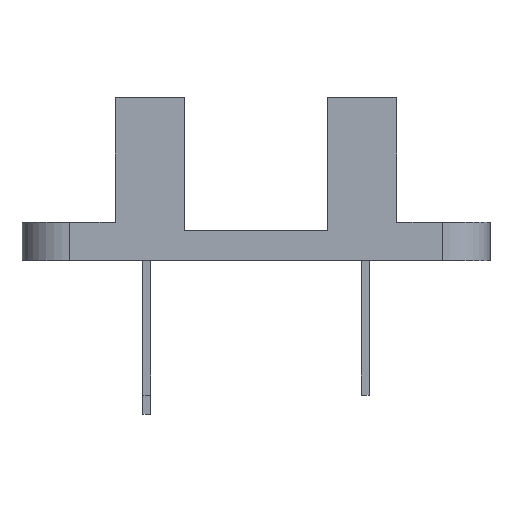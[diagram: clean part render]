
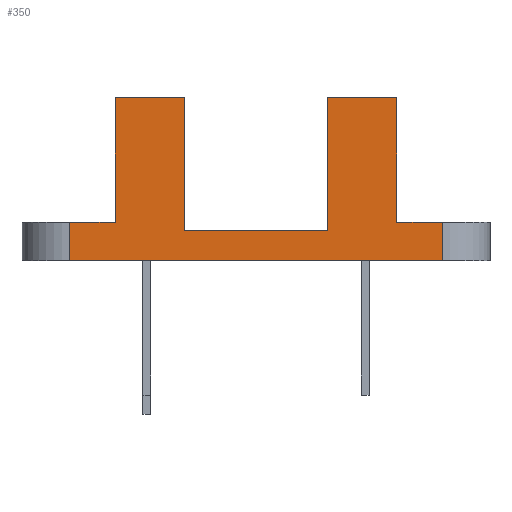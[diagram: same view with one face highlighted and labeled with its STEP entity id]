
A CAD part, top view. The second image highlights one B-rep face of the part: STEP entity #350.
In plain terms, the highlighted planar face has unit normal (0, 0, 1).
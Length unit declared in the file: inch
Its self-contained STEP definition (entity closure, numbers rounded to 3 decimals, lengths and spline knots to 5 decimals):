
#18 = DIRECTION ( 'NONE',  ( -1., 0., 0. ) ) ;
#107 = DIRECTION ( 'NONE',  ( 1., 0., 0. ) ) ;
#129 = FACE_OUTER_BOUND ( 'NONE', #3143, .T. ) ;
#189 = DIRECTION ( 'NONE',  ( 1., 0., 0. ) ) ;
#221 = LINE ( 'NONE', #2189, #540 ) ;
#241 = LINE ( 'NONE', #1083, #1099 ) ;
#309 = VECTOR ( 'NONE', #2517, 39.37008 ) ;
#339 = CARTESIAN_POINT ( 'NONE',  ( -0.1875, 0.08, 0.125 ) ) ;
#350 = ADVANCED_FACE ( 'NONE', ( #129 ), #779, .F. ) ;
#359 = LINE ( 'NONE', #1162, #309 ) ;
#373 = EDGE_CURVE ( 'NONE', #4148, #1395, #2267, .T. ) ;
#375 = EDGE_CURVE ( 'NONE', #1395, #3245, #241, .T. ) ;
#437 = LINE ( 'NONE', #1883, #2208 ) ;
#521 = EDGE_CURVE ( 'NONE', #3904, #1488, #3019, .T. ) ;
#528 = CARTESIAN_POINT ( 'NONE',  ( 0.1875, 0.08, 0.125 ) ) ;
#533 = CARTESIAN_POINT ( 'NONE',  ( -0.3675, 0.1, 0.125 ) ) ;
#537 = EDGE_CURVE ( 'NONE', #3345, #722, #2317, .T. ) ;
#540 = VECTOR ( 'NONE', #825, 39.37008 ) ;
#632 = ORIENTED_EDGE ( 'NONE', *, *, #4081, .T. ) ;
#696 = ORIENTED_EDGE ( 'NONE', *, *, #768, .T. ) ;
#722 = VERTEX_POINT ( 'NONE', #339 ) ;
#752 = EDGE_CURVE ( 'NONE', #1488, #4006, #3877, .T. ) ;
#768 = EDGE_CURVE ( 'NONE', #1304, #992, #359, .T. ) ;
#776 = EDGE_CURVE ( 'NONE', #3960, #992, #3671, .T. ) ;
#779 = PLANE ( 'NONE',  #3806 ) ;
#813 = VECTOR ( 'NONE', #1487, 39.37008 ) ;
#825 = DIRECTION ( 'NONE',  ( 1., 0., 0. ) ) ;
#954 = CARTESIAN_POINT ( 'NONE',  ( 0.1875, -0.45069, 0.125 ) ) ;
#992 = VERTEX_POINT ( 'NONE', #2977 ) ;
#1028 = EDGE_CURVE ( 'Edge1', #722, #2088, #3067, .T. ) ;
#1049 = EDGE_CURVE ( 'NONE', #3345, #4148, #3017, .T. ) ;
#1083 = CARTESIAN_POINT ( 'NONE',  ( 0.3675, 0.425, 0.125 ) ) ;
#1093 = DIRECTION ( 'NONE',  ( 0., -1., 0. ) ) ;
#1099 = VECTOR ( 'NONE', #1093, 39.37008 ) ;
#1162 = CARTESIAN_POINT ( 'NONE',  ( -0.3675, 0., 0.125 ) ) ;
#1201 = VECTOR ( 'NONE', #18, 39.37008 ) ;
#1272 = CARTESIAN_POINT ( 'NONE',  ( 0.485, 0.1, 0.125 ) ) ;
#1304 = VERTEX_POINT ( 'NONE', #1602 ) ;
#1388 = DIRECTION ( 'NONE',  ( 0., 0., -1. ) ) ;
#1395 = VERTEX_POINT ( 'NONE', #1551 ) ;
#1419 = VECTOR ( 'NONE', #2613, 39.37008 ) ;
#1487 = DIRECTION ( 'NONE',  ( 0., -1., 0. ) ) ;
#1488 = VERTEX_POINT ( 'NONE', #533 ) ;
#1551 = CARTESIAN_POINT ( 'NONE',  ( 0.3675, 0.425, 0.125 ) ) ;
#1602 = CARTESIAN_POINT ( 'NONE',  ( -0.485, 0., 0.125 ) ) ;
#1631 = CARTESIAN_POINT ( 'NONE',  ( -0.3675, 0.425, 0.125 ) ) ;
#1748 = VECTOR ( 'NONE', #1852, 39.37008 ) ;
#1852 = DIRECTION ( 'NONE',  ( -1., 0., 0. ) ) ;
#1883 = CARTESIAN_POINT ( 'NONE',  ( -0.3675, 0.425, 0.125 ) ) ;
#1971 = CARTESIAN_POINT ( 'NONE',  ( -0.3675, 0.425, 0.125 ) ) ;
#2015 = VECTOR ( 'NONE', #3002, 39.37008 ) ;
#2069 = DIRECTION ( 'NONE',  ( 0., -1., 0. ) ) ;
#2076 = CARTESIAN_POINT ( 'NONE',  ( 0.3675, 0.1, 0.125 ) ) ;
#2088 = VERTEX_POINT ( 'NONE', #3565 ) ;
#2108 = VECTOR ( 'NONE', #3288, 39.37008 ) ;
#2158 = ORIENTED_EDGE ( 'NONE', *, *, #373, .F. ) ;
#2189 = CARTESIAN_POINT ( 'NONE',  ( 0.3675, 0.1, 0.125 ) ) ;
#2208 = VECTOR ( 'NONE', #189, 39.37008 ) ;
#2267 = LINE ( 'NONE', #3111, #3261 ) ;
#2310 = LINE ( 'NONE', #3414, #3971 ) ;
#2317 = LINE ( 'NONE', #2663, #1201 ) ;
#2344 = ORIENTED_EDGE ( 'NONE', *, *, #375, .F. ) ;
#2517 = DIRECTION ( 'NONE',  ( 1., 0., 0. ) ) ;
#2547 = EDGE_CURVE ( 'NONE', #3245, #3960, #221, .T. ) ;
#2565 = ORIENTED_EDGE ( 'NONE', *, *, #2607, .F. ) ;
#2602 = CARTESIAN_POINT ( 'NONE',  ( 0.1875, 0.425, 0.125 ) ) ;
#2607 = EDGE_CURVE ( 'NONE', #3904, #2088, #437, .T. ) ;
#2613 = DIRECTION ( 'NONE',  ( 0., 1., 0. ) ) ;
#2663 = CARTESIAN_POINT ( 'NONE',  ( -0.1875, 0.08, 0.125 ) ) ;
#2830 = CARTESIAN_POINT ( 'NONE',  ( 0.485, 0.1, 0.125 ) ) ;
#2870 = ORIENTED_EDGE ( 'NONE', *, *, #537, .T. ) ;
#2929 = CARTESIAN_POINT ( 'NONE',  ( -0.1875, -0.45069, 0.125 ) ) ;
#2977 = CARTESIAN_POINT ( 'NONE',  ( 0.485, 0., 0.125 ) ) ;
#2995 = ORIENTED_EDGE ( 'NONE', *, *, #752, .T. ) ;
#3002 = DIRECTION ( 'NONE',  ( 0., -1., 0. ) ) ;
#3013 = ORIENTED_EDGE ( 'NONE', *, *, #2547, .F. ) ;
#3017 = LINE ( 'NONE', #954, #2108 ) ;
#3019 = LINE ( 'NONE', #1971, #2015 ) ;
#3048 = ORIENTED_EDGE ( 'NONE', *, *, #1049, .F. ) ;
#3055 = CARTESIAN_POINT ( 'NONE',  ( -0.485, 0.1, 0.125 ) ) ;
#3067 = LINE ( 'NONE', #2929, #1419 ) ;
#3111 = CARTESIAN_POINT ( 'NONE',  ( -0.3675, 0.425, 0.125 ) ) ;
#3123 = CARTESIAN_POINT ( 'NONE',  ( -0.3675, 0.425, 0.125 ) ) ;
#3143 = EDGE_LOOP ( 'NONE', ( #2158, #3048, #2870, #3381, #2565, #3809, #2995, #632, #696, #3190, #3013, #2344 ) ) ;
#3190 = ORIENTED_EDGE ( 'NONE', *, *, #776, .F. ) ;
#3245 = VERTEX_POINT ( 'NONE', #2076 ) ;
#3261 = VECTOR ( 'NONE', #107, 39.37008 ) ;
#3288 = DIRECTION ( 'NONE',  ( 0., 1., 0. ) ) ;
#3345 = VERTEX_POINT ( 'NONE', #528 ) ;
#3381 = ORIENTED_EDGE ( 'NONE', *, *, #1028, .T. ) ;
#3414 = CARTESIAN_POINT ( 'NONE',  ( -0.485, 0.1, 0.125 ) ) ;
#3421 = DIRECTION ( 'NONE',  ( -1., 0., 0. ) ) ;
#3565 = CARTESIAN_POINT ( 'NONE',  ( -0.1875, 0.425, 0.125 ) ) ;
#3671 = LINE ( 'NONE', #2830, #813 ) ;
#3806 = AXIS2_PLACEMENT_3D ( 'NONE', #3123, #1388, #3421 ) ;
#3809 = ORIENTED_EDGE ( 'NONE', *, *, #521, .T. ) ;
#3877 = LINE ( 'NONE', #4136, #1748 ) ;
#3904 = VERTEX_POINT ( 'NONE', #1631 ) ;
#3960 = VERTEX_POINT ( 'NONE', #1272 ) ;
#3971 = VECTOR ( 'NONE', #2069, 39.37008 ) ;
#4006 = VERTEX_POINT ( 'NONE', #3055 ) ;
#4081 = EDGE_CURVE ( 'NONE', #4006, #1304, #2310, .T. ) ;
#4136 = CARTESIAN_POINT ( 'NONE',  ( -0.485, 0.1, 0.125 ) ) ;
#4148 = VERTEX_POINT ( 'NONE', #2602 ) ;
